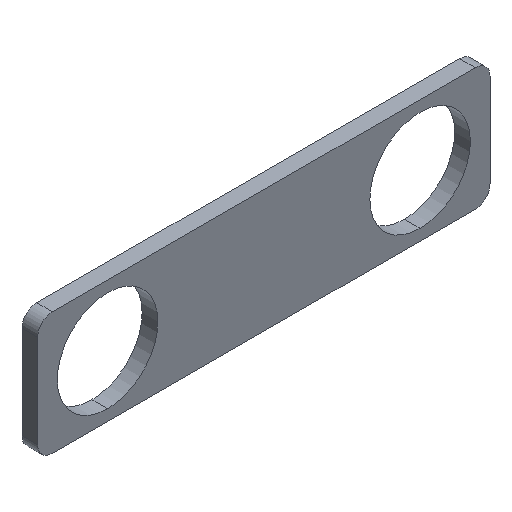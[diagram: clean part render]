
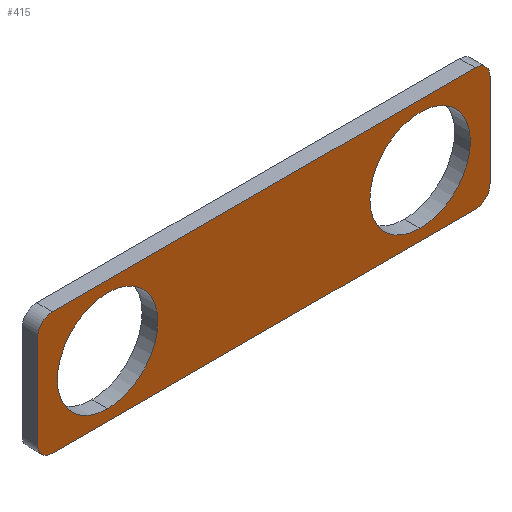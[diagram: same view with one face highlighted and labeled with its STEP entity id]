
A CAD part, isometric view. The second image highlights one B-rep face of the part: STEP entity #415.
In plain terms, the highlighted planar face has unit normal (0, -1, 0).
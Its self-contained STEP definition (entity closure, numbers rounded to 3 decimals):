
#2 = DIRECTION ( 'NONE',  ( 0., 0., 1. ) ) ;
#3 = DIRECTION ( 'NONE',  ( 0., 0., -1. ) ) ;
#6 = CARTESIAN_POINT ( 'NONE',  ( 31.118, 0., 0. ) ) ;
#9 = DIRECTION ( 'NONE',  ( 0., 0., -1. ) ) ;
#14 = EDGE_CURVE ( 'NONE', #58, #100, #419, .T. ) ;
#15 = AXIS2_PLACEMENT_3D ( 'NONE', #140, #107, #9 ) ;
#23 = EDGE_LOOP ( 'NONE', ( #28, #236, #237, #250, #402, #170, #426, #157 ) ) ;
#27 = EDGE_CURVE ( 'NONE', #239, #101, #330, .T. ) ;
#28 = ORIENTED_EDGE ( 'NONE', *, *, #137, .F. ) ;
#41 = DIRECTION ( 'NONE',  ( 0., 1., 0. ) ) ;
#45 = DIRECTION ( 'NONE',  ( -1., 0., 0. ) ) ;
#48 = CARTESIAN_POINT ( 'NONE',  ( -43.868, 0., 12.5 ) ) ;
#51 = VERTEX_POINT ( 'NONE', #373 ) ;
#58 = VERTEX_POINT ( 'NONE', #254 ) ;
#62 = VERTEX_POINT ( 'NONE', #150 ) ;
#73 = DIRECTION ( 'NONE',  ( 0., 0., -1. ) ) ;
#79 = EDGE_CURVE ( 'NONE', #247, #138, #84, .T. ) ;
#83 = CARTESIAN_POINT ( 'NONE',  ( 31.118, 0., -10.25 ) ) ;
#84 = CIRCLE ( 'NONE', #287, 10.25 ) ;
#87 = CIRCLE ( 'NONE', #358, 3. ) ;
#91 = ORIENTED_EDGE ( 'NONE', *, *, #271, .T. ) ;
#93 = VECTOR ( 'NONE', #2, 1000. ) ;
#94 = ORIENTED_EDGE ( 'NONE', *, *, #429, .T. ) ;
#100 = VERTEX_POINT ( 'NONE', #147 ) ;
#101 = VERTEX_POINT ( 'NONE', #412 ) ;
#102 = CARTESIAN_POINT ( 'NONE',  ( -32.618, 0., 0. ) ) ;
#107 = DIRECTION ( 'NONE',  ( 0., -1., 0. ) ) ;
#108 = FACE_BOUND ( 'NONE', #162, .T. ) ;
#109 = CARTESIAN_POINT ( 'NONE',  ( -46.868, 0., 0. ) ) ;
#110 = CARTESIAN_POINT ( 'NONE',  ( -43.868, 0., -9.5 ) ) ;
#119 = DIRECTION ( 'NONE',  ( 0., -1., 0. ) ) ;
#120 = CARTESIAN_POINT ( 'NONE',  ( -32.618, 0., 0. ) ) ;
#131 = ORIENTED_EDGE ( 'NONE', *, *, #79, .T. ) ;
#137 = EDGE_CURVE ( 'NONE', #58, #62, #377, .T. ) ;
#138 = VERTEX_POINT ( 'NONE', #83 ) ;
#140 = CARTESIAN_POINT ( 'NONE',  ( 42.368, 0., -9.5 ) ) ;
#141 = CARTESIAN_POINT ( 'NONE',  ( 42.368, 0., 9.5 ) ) ;
#143 = CIRCLE ( 'NONE', #183, 3. ) ;
#147 = CARTESIAN_POINT ( 'NONE',  ( 45.368, 0., -9.5 ) ) ;
#150 = CARTESIAN_POINT ( 'NONE',  ( -43.868, 0., -12.5 ) ) ;
#153 = DIRECTION ( 'NONE',  ( 0., 0., -1. ) ) ;
#157 = ORIENTED_EDGE ( 'NONE', *, *, #382, .T. ) ;
#159 = VECTOR ( 'NONE', #231, 1000. ) ;
#161 = EDGE_LOOP ( 'NONE', ( #91, #355 ) ) ;
#162 = EDGE_LOOP ( 'NONE', ( #94, #131 ) ) ;
#164 = EDGE_CURVE ( 'NONE', #51, #313, #312, .T. ) ;
#166 = VERTEX_POINT ( 'NONE', #264 ) ;
#170 = ORIENTED_EDGE ( 'NONE', *, *, #397, .T. ) ;
#181 = DIRECTION ( 'NONE',  ( 0., 0., 1. ) ) ;
#182 = DIRECTION ( 'NONE',  ( 0., 0., 1. ) ) ;
#183 = AXIS2_PLACEMENT_3D ( 'NONE', #260, #413, #153 ) ;
#196 = CARTESIAN_POINT ( 'NONE',  ( 0., 0., -12.5 ) ) ;
#205 = VERTEX_POINT ( 'NONE', #48 ) ;
#209 = DIRECTION ( 'NONE',  ( 0., 1., 0. ) ) ;
#210 = AXIS2_PLACEMENT_3D ( 'NONE', #374, #41, #182 ) ;
#224 = AXIS2_PLACEMENT_3D ( 'NONE', #120, #418, #455 ) ;
#231 = DIRECTION ( 'NONE',  ( 0., 0., -1. ) ) ;
#233 = LINE ( 'NONE', #410, #248 ) ;
#236 = ORIENTED_EDGE ( 'NONE', *, *, #14, .T. ) ;
#237 = ORIENTED_EDGE ( 'NONE', *, *, #445, .F. ) ;
#239 = VERTEX_POINT ( 'NONE', #423 ) ;
#247 = VERTEX_POINT ( 'NONE', #283 ) ;
#248 = VECTOR ( 'NONE', #300, 1000. ) ;
#250 = ORIENTED_EDGE ( 'NONE', *, *, #276, .T. ) ;
#253 = AXIS2_PLACEMENT_3D ( 'NONE', #102, #209, #399 ) ;
#254 = CARTESIAN_POINT ( 'NONE',  ( 42.368, 0., -12.5 ) ) ;
#257 = DIRECTION ( 'NONE',  ( 0., 1., 0. ) ) ;
#258 = CARTESIAN_POINT ( 'NONE',  ( 45.368, 0., 9.5 ) ) ;
#260 = CARTESIAN_POINT ( 'NONE',  ( -43.868, 0., 9.5 ) ) ;
#264 = CARTESIAN_POINT ( 'NONE',  ( 42.368, 0., 12.5 ) ) ;
#271 = EDGE_CURVE ( 'NONE', #313, #51, #322, .T. ) ;
#273 = CIRCLE ( 'NONE', #210, 10.25 ) ;
#276 = EDGE_CURVE ( 'NONE', #404, #166, #390, .T. ) ;
#283 = CARTESIAN_POINT ( 'NONE',  ( 31.118, 0., 10.25 ) ) ;
#285 = DIRECTION ( 'NONE',  ( 0., -1., 0. ) ) ;
#287 = AXIS2_PLACEMENT_3D ( 'NONE', #6, #257, #181 ) ;
#297 = CARTESIAN_POINT ( 'NONE',  ( 0., 0., 0. ) ) ;
#300 = DIRECTION ( 'NONE',  ( 1., 0., 0. ) ) ;
#308 = AXIS2_PLACEMENT_3D ( 'NONE', #141, #285, #316 ) ;
#312 = CIRCLE ( 'NONE', #224, 10.25 ) ;
#313 = VERTEX_POINT ( 'NONE', #405 ) ;
#316 = DIRECTION ( 'NONE',  ( 0., 0., -1. ) ) ;
#322 = CIRCLE ( 'NONE', #253, 10.25 ) ;
#330 = LINE ( 'NONE', #109, #93 ) ;
#333 = LINE ( 'NONE', #449, #159 ) ;
#342 = FACE_BOUND ( 'NONE', #161, .T. ) ;
#355 = ORIENTED_EDGE ( 'NONE', *, *, #164, .T. ) ;
#358 = AXIS2_PLACEMENT_3D ( 'NONE', #110, #453, #3 ) ;
#360 = AXIS2_PLACEMENT_3D ( 'NONE', #297, #119, #73 ) ;
#373 = CARTESIAN_POINT ( 'NONE',  ( -32.618, 0., 10.25 ) ) ;
#374 = CARTESIAN_POINT ( 'NONE',  ( 31.118, 0., 0. ) ) ;
#377 = LINE ( 'NONE', #196, #458 ) ;
#379 = FACE_OUTER_BOUND ( 'NONE', #23, .T. ) ;
#381 = PLANE ( 'NONE',  #360 ) ;
#382 = EDGE_CURVE ( 'NONE', #239, #62, #87, .T. ) ;
#390 = CIRCLE ( 'NONE', #308, 3. ) ;
#397 = EDGE_CURVE ( 'NONE', #205, #101, #143, .T. ) ;
#399 = DIRECTION ( 'NONE',  ( 0., 0., 1. ) ) ;
#402 = ORIENTED_EDGE ( 'NONE', *, *, #411, .F. ) ;
#404 = VERTEX_POINT ( 'NONE', #258 ) ;
#405 = CARTESIAN_POINT ( 'NONE',  ( -32.618, 0., -10.25 ) ) ;
#410 = CARTESIAN_POINT ( 'NONE',  ( 0., 0., 12.5 ) ) ;
#411 = EDGE_CURVE ( 'NONE', #205, #166, #233, .T. ) ;
#412 = CARTESIAN_POINT ( 'NONE',  ( -46.868, 0., 9.5 ) ) ;
#413 = DIRECTION ( 'NONE',  ( 0., -1., 0. ) ) ;
#415 = ADVANCED_FACE ( 'NONE', ( #379, #108, #342 ), #381, .T. ) ;
#418 = DIRECTION ( 'NONE',  ( 0., 1., 0. ) ) ;
#419 = CIRCLE ( 'NONE', #15, 3. ) ;
#423 = CARTESIAN_POINT ( 'NONE',  ( -46.868, 0., -9.5 ) ) ;
#426 = ORIENTED_EDGE ( 'NONE', *, *, #27, .F. ) ;
#429 = EDGE_CURVE ( 'NONE', #138, #247, #273, .T. ) ;
#445 = EDGE_CURVE ( 'NONE', #404, #100, #333, .T. ) ;
#449 = CARTESIAN_POINT ( 'NONE',  ( 45.368, 0., 0. ) ) ;
#453 = DIRECTION ( 'NONE',  ( 0., -1., 0. ) ) ;
#455 = DIRECTION ( 'NONE',  ( 0., 0., 1. ) ) ;
#458 = VECTOR ( 'NONE', #45, 1000. ) ;
